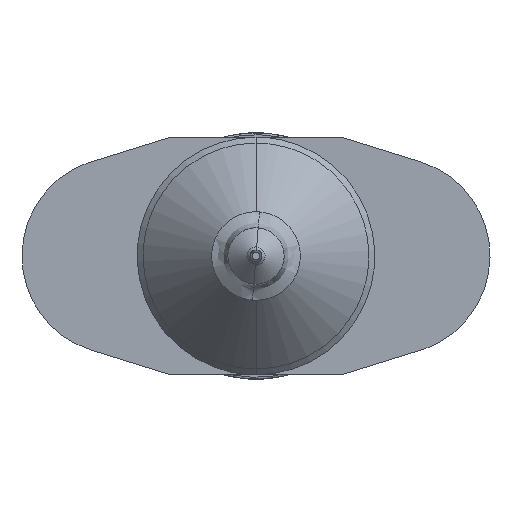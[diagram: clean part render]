
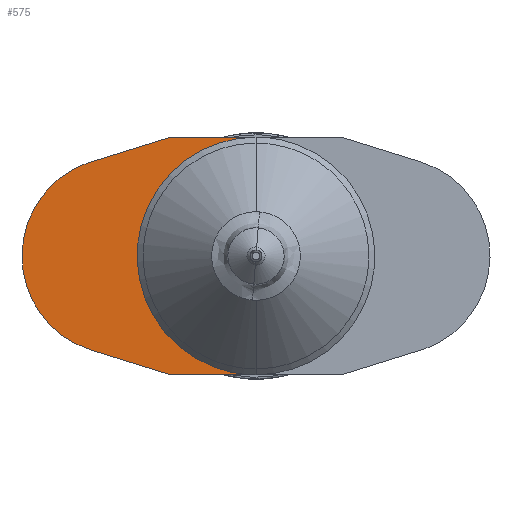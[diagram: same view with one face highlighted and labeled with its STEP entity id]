
A CAD part, front view. The second image highlights one B-rep face of the part: STEP entity #575.
In plain terms, the highlighted free-form (B-spline) face has degree [1, 1] with [2, 2] control points.
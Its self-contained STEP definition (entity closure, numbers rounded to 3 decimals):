
#229 = VERTEX_POINT('',#230);
#230 = CARTESIAN_POINT('',(-52.751,48.473,
    25.41));
#231 = VERTEX_POINT('',#232);
#232 = CARTESIAN_POINT('',(-52.751,48.473,
    48.928));
#266 = EDGE_CURVE('',#231,#229,#267,.T.);
#267 = ( BOUNDED_CURVE() B_SPLINE_CURVE(2,(#268,#269,#270,#271,#272),
.UNSPECIFIED.,.F.,.F.) B_SPLINE_CURVE_WITH_KNOTS((3,2,3),(0.,
1.571,3.142),.PIECEWISE_BEZIER_KNOTS.) CURVE() 
GEOMETRIC_REPRESENTATION_ITEM() RATIONAL_B_SPLINE_CURVE((1.,
0.707,1.,0.707,1.)) REPRESENTATION_ITEM('') );
#268 = CARTESIAN_POINT('',(-52.751,48.473,
    48.928));
#269 = CARTESIAN_POINT('',(-64.51,48.473,
    48.928));
#270 = CARTESIAN_POINT('',(-64.51,48.473,37.169
    ));
#271 = CARTESIAN_POINT('',(-64.51,48.473,
    25.41));
#272 = CARTESIAN_POINT('',(-52.751,48.473,
    25.41));
#522 = VERTEX_POINT('',#523);
#523 = CARTESIAN_POINT('',(-61.2,48.473,
    48.928));
#528 = EDGE_CURVE('',#522,#231,#529,.T.);
#529 = B_SPLINE_CURVE_WITH_KNOTS('',1,(#530,#531),.UNSPECIFIED.,.F.,.F.,
  (2,2),(0.,8.658),.PIECEWISE_BEZIER_KNOTS.);
#530 = CARTESIAN_POINT('',(-61.2,48.473,
    48.928));
#531 = CARTESIAN_POINT('',(-52.751,48.473,
    48.928));
#559 = EDGE_CURVE('',#229,#560,#562,.T.);
#560 = VERTEX_POINT('',#561);
#561 = CARTESIAN_POINT('',(-61.2,48.473,
    25.41));
#562 = B_SPLINE_CURVE_WITH_KNOTS('',1,(#563,#564),.UNSPECIFIED.,.F.,.F.,
  (2,2),(-8.658,-0.),.PIECEWISE_BEZIER_KNOTS.);
#563 = CARTESIAN_POINT('',(-52.751,48.473,
    25.41));
#564 = CARTESIAN_POINT('',(-61.2,48.473,
    25.41));
#575 = ADVANCED_FACE('',(#576),#601,.F.);
#576 = FACE_BOUND('',#577,.T.);
#577 = EDGE_LOOP('',(#578,#579,#580,#587,#595,#600));
#578 = ORIENTED_EDGE('',*,*,#266,.F.);
#579 = ORIENTED_EDGE('',*,*,#528,.F.);
#580 = ORIENTED_EDGE('',*,*,#581,.F.);
#581 = EDGE_CURVE('',#582,#522,#584,.T.);
#582 = VERTEX_POINT('',#583);
#583 = CARTESIAN_POINT('',(-69.047,48.473,
    46.488));
#584 = B_SPLINE_CURVE_WITH_KNOTS('',1,(#585,#586),.UNSPECIFIED.,.F.,.F.,
  (2,2),(0.,8.421),.PIECEWISE_BEZIER_KNOTS.);
#585 = CARTESIAN_POINT('',(-69.047,48.473,
    46.488));
#586 = CARTESIAN_POINT('',(-61.2,48.473,
    48.928));
#587 = ORIENTED_EDGE('',*,*,#588,.F.);
#588 = EDGE_CURVE('',#589,#582,#591,.T.);
#589 = VERTEX_POINT('',#590);
#590 = CARTESIAN_POINT('',(-69.047,48.473,
    27.851));
#591 = ( BOUNDED_CURVE() B_SPLINE_CURVE(2,(#592,#593,#594),
.UNSPECIFIED.,.F.,.F.) B_SPLINE_CURVE_WITH_KNOTS((3,3),(3.443,
5.982),.PIECEWISE_BEZIER_KNOTS.) CURVE() 
GEOMETRIC_REPRESENTATION_ITEM() RATIONAL_B_SPLINE_CURVE((1.,
0.297,1.)) REPRESENTATION_ITEM('') );
#592 = CARTESIAN_POINT('',(-69.047,48.473,
    27.851));
#593 = CARTESIAN_POINT('',(-99.004,48.473,
    37.169));
#594 = CARTESIAN_POINT('',(-69.047,48.473,
    46.488));
#595 = ORIENTED_EDGE('',*,*,#596,.F.);
#596 = EDGE_CURVE('',#560,#589,#597,.T.);
#597 = B_SPLINE_CURVE_WITH_KNOTS('',1,(#598,#599),.UNSPECIFIED.,.F.,.F.,
  (2,2),(-8.421,0.),.PIECEWISE_BEZIER_KNOTS.);
#598 = CARTESIAN_POINT('',(-61.2,48.473,
    25.41));
#599 = CARTESIAN_POINT('',(-69.047,48.473,
    27.851));
#600 = ORIENTED_EDGE('',*,*,#559,.F.);
#601 = B_SPLINE_SURFACE_WITH_KNOTS('',1,1,(
    (#602,#603)
    ,(#604,#605
    )),.UNSPECIFIED.,.F.,.F.,.F.,(2,2),(2,2),(-12.05,12.05),(-10.,
    13.729),.PIECEWISE_BEZIER_KNOTS.);
#602 = CARTESIAN_POINT('',(-75.907,48.473,
    25.41));
#603 = CARTESIAN_POINT('',(-52.751,48.473,
    25.41));
#604 = CARTESIAN_POINT('',(-75.907,48.473,
    48.928));
#605 = CARTESIAN_POINT('',(-52.751,48.473,
    48.928));
